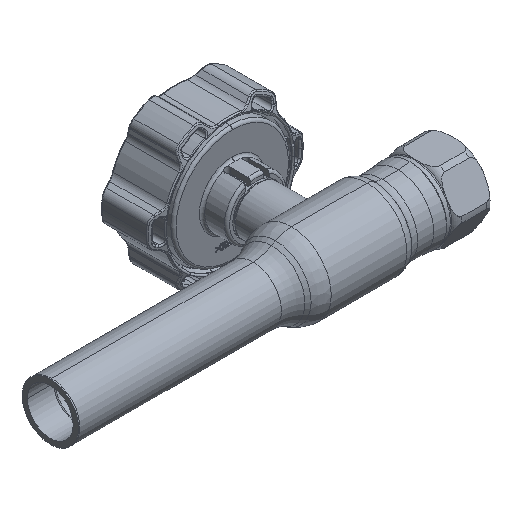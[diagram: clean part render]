
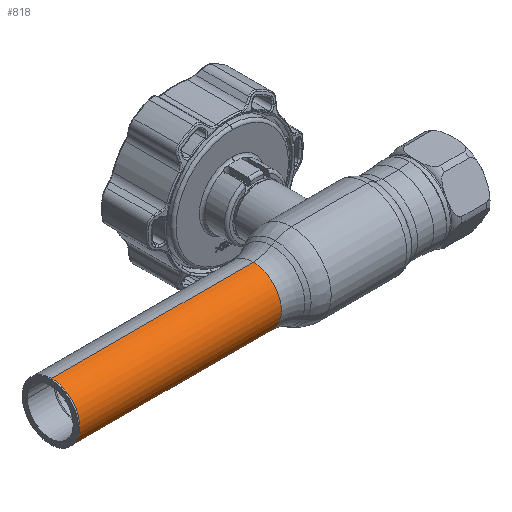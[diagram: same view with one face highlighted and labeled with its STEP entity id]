
A CAD part, isometric view. The second image highlights one B-rep face of the part: STEP entity #818.
In plain terms, the highlighted cylindrical face has radius 10.65 mm (diameter 21.3 mm), a partial arc.
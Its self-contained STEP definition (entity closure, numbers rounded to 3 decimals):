
#818 = ADVANCED_FACE ( 'NONE', ( #34793 ), #19073, .T. ) ;
#1136 = DIRECTION ( 'NONE',  ( -1., 0., 0. ) ) ;
#1195 = CARTESIAN_POINT ( 'NONE',  ( -28.786, 0., -10.65 ) ) ;
#1326 = ORIENTED_EDGE ( 'NONE', *, *, #23959, .T. ) ;
#1832 = LINE ( 'NONE', #34197, #10994 ) ;
#1962 = ORIENTED_EDGE ( 'NONE', *, *, #15914, .T. ) ;
#2694 = CARTESIAN_POINT ( 'NONE',  ( -28.786, 0., 10.65 ) ) ;
#5584 = VERTEX_POINT ( 'NONE', #15836 ) ;
#6150 = DIRECTION ( 'NONE',  ( -1., 0., 0. ) ) ;
#7367 = VERTEX_POINT ( 'NONE', #1195 ) ;
#9307 = DIRECTION ( 'NONE',  ( -1., 0., 0. ) ) ;
#10994 = VECTOR ( 'NONE', #9307, 1000. ) ;
#14770 = VERTEX_POINT ( 'NONE', #27343 ) ;
#14799 = DIRECTION ( 'NONE',  ( 0., 0., 1. ) ) ;
#15836 = CARTESIAN_POINT ( 'NONE',  ( -105., 0., -10.65 ) ) ;
#15914 = EDGE_CURVE ( 'NONE', #7367, #21241, #19109, .T. ) ;
#18354 = DIRECTION ( 'NONE',  ( -1., 0., 0. ) ) ;
#18698 = DIRECTION ( 'NONE',  ( 0., 0., 1. ) ) ;
#18740 = ORIENTED_EDGE ( 'NONE', *, *, #32796, .F. ) ;
#19073 = CYLINDRICAL_SURFACE ( 'NONE', #33445, 10.65 ) ;
#19109 = CIRCLE ( 'NONE', #31505, 10.65 ) ;
#21241 = VERTEX_POINT ( 'NONE', #2694 ) ;
#22083 = CARTESIAN_POINT ( 'NONE',  ( -62.69, 0., 0. ) ) ;
#23109 = DIRECTION ( 'NONE',  ( -1., 0., 0. ) ) ;
#23144 = AXIS2_PLACEMENT_3D ( 'NONE', #34757, #18354, #18698 ) ;
#23959 = EDGE_CURVE ( 'NONE', #21241, #14770, #30691, .T. ) ;
#25716 = CARTESIAN_POINT ( 'NONE',  ( -62.69, 0., 10.65 ) ) ;
#26329 = VECTOR ( 'NONE', #1136, 1000. ) ;
#27343 = CARTESIAN_POINT ( 'NONE',  ( -105., 0., 10.65 ) ) ;
#30352 = EDGE_LOOP ( 'NONE', ( #30621, #1962, #1326, #18740 ) ) ;
#30621 = ORIENTED_EDGE ( 'NONE', *, *, #31330, .F. ) ;
#30691 = LINE ( 'NONE', #25716, #26329 ) ;
#31330 = EDGE_CURVE ( 'NONE', #7367, #5584, #1832, .T. ) ;
#31505 = AXIS2_PLACEMENT_3D ( 'NONE', #33684, #23109, #14799 ) ;
#32796 = EDGE_CURVE ( 'NONE', #5584, #14770, #34955, .T. ) ;
#33201 = DIRECTION ( 'NONE',  ( 0., 0., 1. ) ) ;
#33445 = AXIS2_PLACEMENT_3D ( 'NONE', #22083, #6150, #33201 ) ;
#33684 = CARTESIAN_POINT ( 'NONE',  ( -28.786, 0., 0. ) ) ;
#34197 = CARTESIAN_POINT ( 'NONE',  ( -62.69, 0., -10.65 ) ) ;
#34757 = CARTESIAN_POINT ( 'NONE',  ( -105., 0., 0. ) ) ;
#34793 = FACE_OUTER_BOUND ( 'NONE', #30352, .T. ) ;
#34955 = CIRCLE ( 'NONE', #23144, 10.65 ) ;
